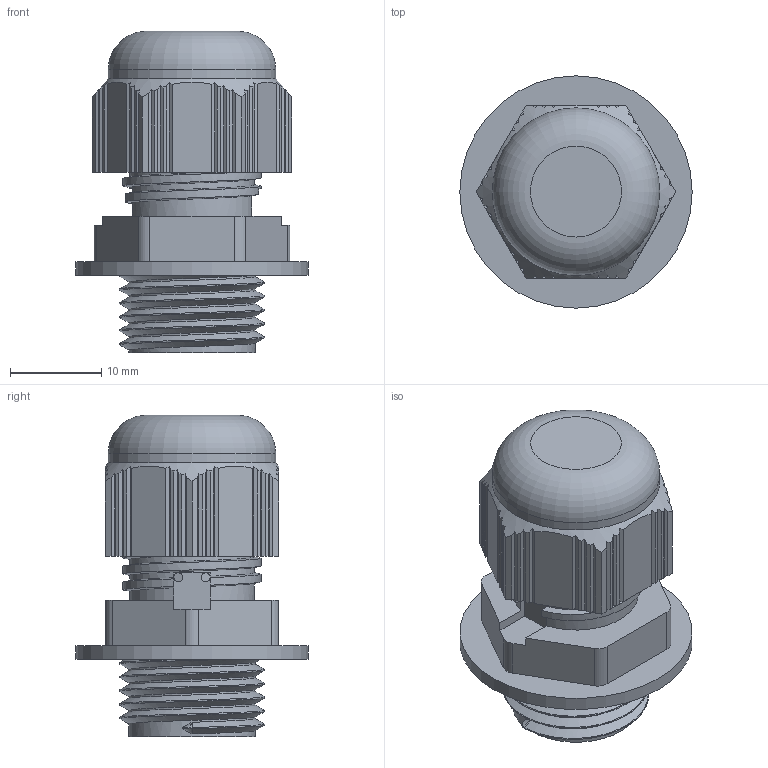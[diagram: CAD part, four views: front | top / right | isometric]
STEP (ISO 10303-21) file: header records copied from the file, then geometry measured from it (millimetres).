
FILE_DESCRIPTION(/* description */ (''),/* implementation_level */ '2;1');
FILE_NAME(/* name */ 'PG 9-M16 HAVALANDIRMA RAKORU_Shrinkwrap_1.stp',/* time_stamp */ '2013-12-05T13:44:12+02:00',/* author */ ('oktay'),/* organization */ (''),/* preprocessor_version */ 'ST-DEVELOPER v15.2',/* originating_system */ 'Autodesk Inventor 2014',/* authorisation */ '');
FILE_SCHEMA (('CONFIG_CONTROL_DESIGN'));
Length unit declared in the file: millimetre
Products named in the file (1): PG 9-M16 HAVALANDIRMA RAKORU_Shrinkwrap_1
Bounding box: 25.5 x 25.5 x 35.3 mm (x, y, z)
Volume: 8825.4 mm3; surface area: 3806.7 mm2
Topology: 1 solids, 1 shells, 208 faces, 587 edges, 380 vertices
Faces by surface type: plane 157, cylinder 36, bspline 8, cone 5, torus 2
Full cylindrical faces by diameter (mm): 1 x4, 13.9 x5, 18.394 x1, 25.5 x1
Entity records: 8447 total; most frequent: CARTESIAN_POINT 3440, ORIENTED_EDGE 1112, DIRECTION 853, EDGE_CURVE 556, VERTEX_POINT 367, LINE 339, VECTOR 339, AXIS2_PLACEMENT_3D 257
